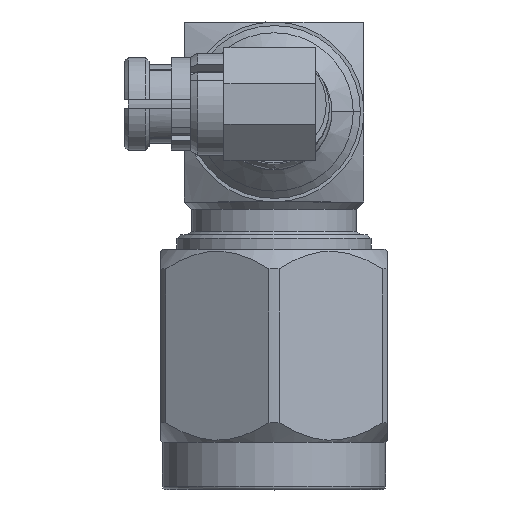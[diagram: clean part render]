
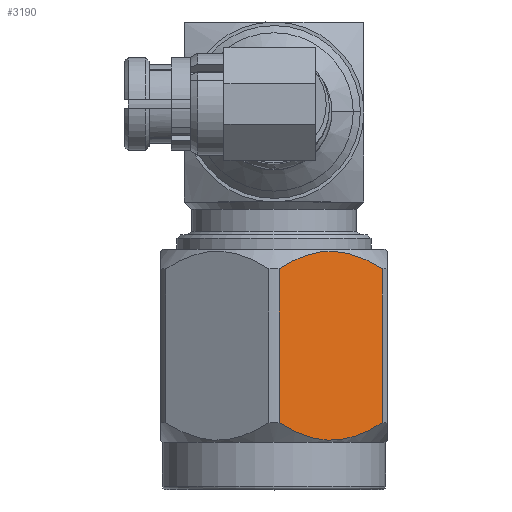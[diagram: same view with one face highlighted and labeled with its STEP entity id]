
A CAD part, top view. The second image highlights one B-rep face of the part: STEP entity #3190.
In plain terms, the highlighted face is planar.
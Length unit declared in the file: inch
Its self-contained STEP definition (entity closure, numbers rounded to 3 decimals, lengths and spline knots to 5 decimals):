
#270 = EDGE_CURVE ( 'NONE', #12983, #8106, #5285, .T. ) ;
#378 = CARTESIAN_POINT ( 'NONE',  ( 0.17137, -0.0465, 0.01814 ) ) ;
#827 = CARTESIAN_POINT ( 'NONE',  ( 0.09501, -0.05357, 0.1504 ) ) ;
#845 = LINE ( 'NONE', #6384, #15448 ) ;
#1432 = CARTESIAN_POINT ( 'NONE',  ( 0.17775, -0.2674, 0.00708 ) ) ;
#1548 = FACE_OUTER_BOUND ( 'NONE', #14182, .T. ) ;
#1786 = CARTESIAN_POINT ( 'NONE',  ( 0.16475, -0.28056, 0.0296 ) ) ;
#2664 = PLANE ( 'NONE',  #5886 ) ;
#3018 = CARTESIAN_POINT ( 'NONE',  ( 0.122, -0.03216, 0.10364 ) ) ;
#3046 = CARTESIAN_POINT ( 'NONE',  ( 0.13269, -0.29172, 0.08513 ) ) ;
#3146 = CARTESIAN_POINT ( 'NONE',  ( 0.11829, -0.287, 0.11008 ) ) ;
#3190 = ADVANCED_FACE ( 'NONE', ( #1548 ), #2664, .T. ) ;
#3202 = ORIENTED_EDGE ( 'NONE', *, *, #3706, .T. ) ;
#3484 = LINE ( 'NONE', #8706, #7675 ) ;
#3706 = EDGE_CURVE ( 'NONE', #4085, #12983, #845, .T. ) ;
#4085 = VERTEX_POINT ( 'NONE', #827 ) ;
#4183 = DIRECTION ( 'NONE',  ( 0.5, 0., -0.866 ) ) ;
#4574 = CARTESIAN_POINT ( 'NONE',  ( 0.14007, -0.02925, 0.07235 ) ) ;
#4942 = ORIENTED_EDGE ( 'NONE', *, *, #15139, .T. ) ;
#5285 = B_SPLINE_CURVE_WITH_KNOTS ( 'NONE', 3,
 ( #14842, #9394, #13303, #3146, #5617, #9559, #3046, #8193, #16113, #8278, #7150, #1786, #6890, #6987 ),
 .UNSPECIFIED., .F., .F.,
 ( 4, 2, 2, 2, 2, 2, 4 ),
 ( 0., 0.0011, 0.00165, 0.0022, 0.00275, 0.00329, 0.00439 ),
 .UNSPECIFIED. ) ;
#5617 = CARTESIAN_POINT ( 'NONE',  ( 0.12181, -0.28873, 0.10399 ) ) ;
#5886 = AXIS2_PLACEMENT_3D ( 'NONE', #6825, #7886, #4183 ) ;
#5907 = VERTEX_POINT ( 'NONE', #12259 ) ;
#6372 = CARTESIAN_POINT ( 'NONE',  ( 0.09501, -0.2674, 0.1504 ) ) ;
#6384 = CARTESIAN_POINT ( 'NONE',  ( 0.09501, 0.03937, 0.1504 ) ) ;
#6654 = ORIENTED_EDGE ( 'NONE', *, *, #270, .T. ) ;
#6732 = EDGE_CURVE ( 'NONE', #8106, #5907, #3484, .T. ) ;
#6825 = CARTESIAN_POINT ( 'NONE',  ( 0.18184, 0.20145, 0. ) ) ;
#6890 = CARTESIAN_POINT ( 'NONE',  ( 0.17135, -0.27449, 0.01817 ) ) ;
#6964 = CARTESIAN_POINT ( 'NONE',  ( 0.17775, -0.05357, 0.00708 ) ) ;
#6987 = CARTESIAN_POINT ( 'NONE',  ( 0.17775, -0.2674, 0.00708 ) ) ;
#7041 = CARTESIAN_POINT ( 'NONE',  ( 0.14373, -0.02987, 0.06602 ) ) ;
#7150 = CARTESIAN_POINT ( 'NONE',  ( 0.15435, -0.28707, 0.04763 ) ) ;
#7227 = CARTESIAN_POINT ( 'NONE',  ( 0.13282, -0.02924, 0.0849 ) ) ;
#7404 = DIRECTION ( 'NONE',  ( 0., 1., 0. ) ) ;
#7606 = B_SPLINE_CURVE_WITH_KNOTS ( 'NONE', 3,
 ( #6964, #378, #9613, #8352, #13543, #7041, #4574, #7227, #9804, #3018, #12178, #14802, #12450, #11084 ),
 .UNSPECIFIED., .F., .F.,
 ( 4, 2, 2, 2, 2, 2, 4 ),
 ( 0., 0.0011, 0.00165, 0.0022, 0.00275, 0.00329, 0.00439 ),
 .UNSPECIFIED. ) ;
#7675 = VECTOR ( 'NONE', #7404, 39.37008 ) ;
#7886 = DIRECTION ( 'NONE',  ( 0.866, 0., 0.5 ) ) ;
#8106 = VERTEX_POINT ( 'NONE', #1432 ) ;
#8193 = CARTESIAN_POINT ( 'NONE',  ( 0.13994, -0.29174, 0.07258 ) ) ;
#8278 = CARTESIAN_POINT ( 'NONE',  ( 0.15076, -0.28881, 0.05384 ) ) ;
#8352 = CARTESIAN_POINT ( 'NONE',  ( 0.15448, -0.03398, 0.0474 ) ) ;
#8706 = CARTESIAN_POINT ( 'NONE',  ( 0.17775, 0.03937, 0.00708 ) ) ;
#8977 = DIRECTION ( 'NONE',  ( 0., -1., 0. ) ) ;
#9394 = CARTESIAN_POINT ( 'NONE',  ( 0.1014, -0.27448, 0.13934 ) ) ;
#9559 = CARTESIAN_POINT ( 'NONE',  ( 0.12904, -0.29111, 0.09146 ) ) ;
#9613 = CARTESIAN_POINT ( 'NONE',  ( 0.1648, -0.04047, 0.02952 ) ) ;
#9804 = CARTESIAN_POINT ( 'NONE',  ( 0.12921, -0.02983, 0.09116 ) ) ;
#11084 = CARTESIAN_POINT ( 'NONE',  ( 0.09501, -0.05357, 0.1504 ) ) ;
#12079 = ORIENTED_EDGE ( 'NONE', *, *, #6732, .T. ) ;
#12178 = CARTESIAN_POINT ( 'NONE',  ( 0.11842, -0.0339, 0.10985 ) ) ;
#12259 = CARTESIAN_POINT ( 'NONE',  ( 0.17775, -0.05357, 0.00708 ) ) ;
#12450 = CARTESIAN_POINT ( 'NONE',  ( 0.10141, -0.04648, 0.13931 ) ) ;
#12983 = VERTEX_POINT ( 'NONE', #6372 ) ;
#13303 = CARTESIAN_POINT ( 'NONE',  ( 0.10797, -0.28051, 0.12796 ) ) ;
#13543 = CARTESIAN_POINT ( 'NONE',  ( 0.15096, -0.03224, 0.05349 ) ) ;
#14182 = EDGE_LOOP ( 'NONE', ( #12079, #4942, #3202, #6654 ) ) ;
#14802 = CARTESIAN_POINT ( 'NONE',  ( 0.10801, -0.04042, 0.12788 ) ) ;
#14842 = CARTESIAN_POINT ( 'NONE',  ( 0.09501, -0.2674, 0.1504 ) ) ;
#15139 = EDGE_CURVE ( 'NONE', #5907, #4085, #7606, .T. ) ;
#15448 = VECTOR ( 'NONE', #8977, 39.37008 ) ;
#16113 = CARTESIAN_POINT ( 'NONE',  ( 0.14355, -0.29114, 0.06632 ) ) ;
